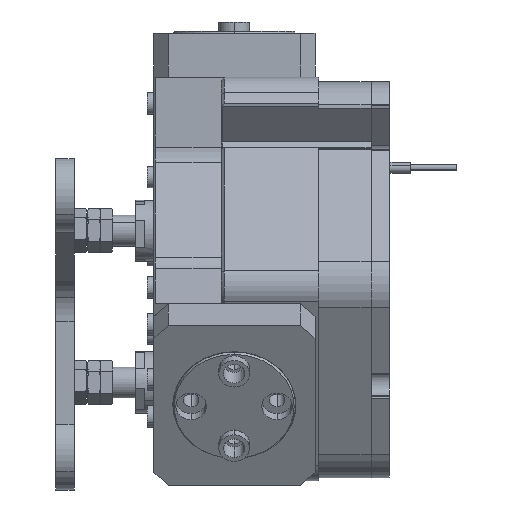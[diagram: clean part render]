
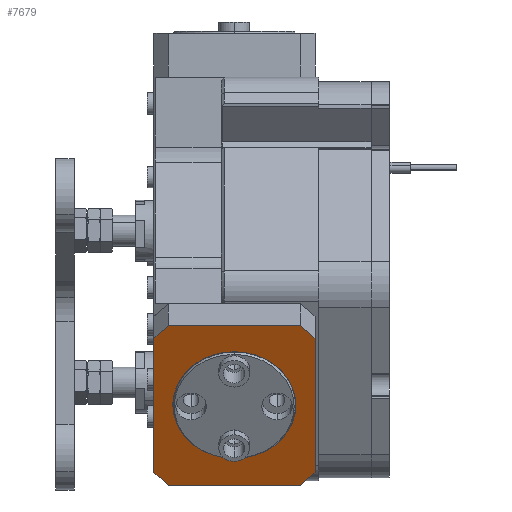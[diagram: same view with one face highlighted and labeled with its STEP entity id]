
A CAD part, left-side view. The second image highlights one B-rep face of the part: STEP entity #7679.
In plain terms, the highlighted face is planar.
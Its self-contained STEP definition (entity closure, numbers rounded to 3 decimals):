
#708 = AXIS2_PLACEMENT_3D ( 'NONE', #38326, #35362, #21059 ) ;
#1811 = LINE ( 'NONE', #22594, #28935 ) ;
#1854 = VERTEX_POINT ( 'NONE', #8154 ) ;
#1880 = ORIENTED_EDGE ( 'NONE', *, *, #12421, .T. ) ;
#4524 = PLANE ( 'NONE',  #44864 ) ;
#5024 = EDGE_CURVE ( 'NONE', #30690, #25915, #29152, .T. ) ;
#5178 = EDGE_CURVE ( 'NONE', #1854, #9946, #10242, .T. ) ;
#5604 = ORIENTED_EDGE ( 'NONE', *, *, #19523, .T. ) ;
#6449 = CARTESIAN_POINT ( 'NONE',  ( 30., -21.55, 14.3 ) ) ;
#7222 = EDGE_LOOP ( 'NONE', ( #16626, #1880, #8958, #26923, #27356, #5604, #29811, #9443 ) ) ;
#7679 = ADVANCED_FACE ( 'NONE', ( #35334, #44247 ), #4524, .T. ) ;
#7685 = CARTESIAN_POINT ( 'NONE',  ( -25.775, 25.775, 14.3 ) ) ;
#8070 = DIRECTION ( 'NONE',  ( 0.707, 0.707, 0. ) ) ;
#8090 = DIRECTION ( 'NONE',  ( 1., 0., 0. ) ) ;
#8154 = CARTESIAN_POINT ( 'NONE',  ( -25.3, -26.25, 14.3 ) ) ;
#8958 = ORIENTED_EDGE ( 'NONE', *, *, #36070, .T. ) ;
#9443 = ORIENTED_EDGE ( 'NONE', *, *, #43982, .T. ) ;
#9946 = VERTEX_POINT ( 'NONE', #38153 ) ;
#10233 = LINE ( 'NONE', #7685, #39608 ) ;
#10242 = LINE ( 'NONE', #14037, #44623 ) ;
#10771 = CIRCLE ( 'NONE', #708, 20. ) ;
#12421 = EDGE_CURVE ( 'NONE', #9946, #30204, #1811, .T. ) ;
#12870 = DIRECTION ( 'NONE',  ( -1., 0., 0. ) ) ;
#13424 = VECTOR ( 'NONE', #14979, 1000. ) ;
#14037 = CARTESIAN_POINT ( 'NONE',  ( -30., -26.25, 14.3 ) ) ;
#14746 = DIRECTION ( 'NONE',  ( 0., 0., 1. ) ) ;
#14979 = DIRECTION ( 'NONE',  ( 0., 1., 0. ) ) ;
#16626 = ORIENTED_EDGE ( 'NONE', *, *, #5178, .T. ) ;
#16639 = CARTESIAN_POINT ( 'NONE',  ( 25.3, 26.25, 14.3 ) ) ;
#16769 = VECTOR ( 'NONE', #12870, 1000. ) ;
#17560 = AXIS2_PLACEMENT_3D ( 'NONE', #21980, #14746, #18292 ) ;
#18292 = DIRECTION ( 'NONE',  ( 1., 0., 0. ) ) ;
#18480 = VECTOR ( 'NONE', #19168, 1000. ) ;
#18971 = LINE ( 'NONE', #30717, #16769 ) ;
#19168 = DIRECTION ( 'NONE',  ( -0.707, 0.707, 0. ) ) ;
#19523 = EDGE_CURVE ( 'NONE', #26835, #30690, #10233, .T. ) ;
#19803 = VERTEX_POINT ( 'NONE', #16639 ) ;
#19981 = EDGE_CURVE ( 'NONE', #24475, #40153, #10771, .T. ) ;
#20287 = CIRCLE ( 'NONE', #17560, 20. ) ;
#20829 = CARTESIAN_POINT ( 'NONE',  ( -30., -21.55, 14.3 ) ) ;
#21059 = DIRECTION ( 'NONE',  ( 1., 0., 0. ) ) ;
#21980 = CARTESIAN_POINT ( 'NONE',  ( 0., 0., 14.3 ) ) ;
#22594 = CARTESIAN_POINT ( 'NONE',  ( 25.775, -25.775, 14.3 ) ) ;
#22757 = ORIENTED_EDGE ( 'NONE', *, *, #42088, .F. ) ;
#22841 = LINE ( 'NONE', #36060, #13424 ) ;
#23565 = EDGE_CURVE ( 'NONE', #30186, #19803, #27906, .T. ) ;
#24475 = VERTEX_POINT ( 'NONE', #29810 ) ;
#25915 = VERTEX_POINT ( 'NONE', #20829 ) ;
#26406 = CARTESIAN_POINT ( 'NONE',  ( 20., 0., 14.3 ) ) ;
#26835 = VERTEX_POINT ( 'NONE', #27267 ) ;
#26923 = ORIENTED_EDGE ( 'NONE', *, *, #23565, .T. ) ;
#27267 = CARTESIAN_POINT ( 'NONE',  ( -25.3, 26.25, 14.3 ) ) ;
#27295 = CARTESIAN_POINT ( 'NONE',  ( -30., 21.55, 14.3 ) ) ;
#27356 = ORIENTED_EDGE ( 'NONE', *, *, #35413, .T. ) ;
#27906 = LINE ( 'NONE', #29587, #18480 ) ;
#28935 = VECTOR ( 'NONE', #8070, 1000. ) ;
#29152 = LINE ( 'NONE', #31148, #41338 ) ;
#29587 = CARTESIAN_POINT ( 'NONE',  ( 25.775, 25.775, 14.3 ) ) ;
#29790 = CARTESIAN_POINT ( 'NONE',  ( 0., 0., 14.3 ) ) ;
#29810 = CARTESIAN_POINT ( 'NONE',  ( -20., 0., 14.3 ) ) ;
#29811 = ORIENTED_EDGE ( 'NONE', *, *, #5024, .T. ) ;
#30186 = VERTEX_POINT ( 'NONE', #45626 ) ;
#30204 = VERTEX_POINT ( 'NONE', #6449 ) ;
#30690 = VERTEX_POINT ( 'NONE', #27295 ) ;
#30717 = CARTESIAN_POINT ( 'NONE',  ( -30., 26.25, 14.3 ) ) ;
#30806 = VECTOR ( 'NONE', #37453, 1000. ) ;
#31148 = CARTESIAN_POINT ( 'NONE',  ( -30., 26.25, 14.3 ) ) ;
#33353 = DIRECTION ( 'NONE',  ( 0., 0., 1. ) ) ;
#34988 = DIRECTION ( 'NONE',  ( 0., -1., 0. ) ) ;
#35334 = FACE_OUTER_BOUND ( 'NONE', #7222, .T. ) ;
#35362 = DIRECTION ( 'NONE',  ( 0., 0., 1. ) ) ;
#35413 = EDGE_CURVE ( 'NONE', #19803, #26835, #18971, .T. ) ;
#36060 = CARTESIAN_POINT ( 'NONE',  ( 30., 26.25, 14.3 ) ) ;
#36070 = EDGE_CURVE ( 'NONE', #30204, #30186, #22841, .T. ) ;
#36181 = DIRECTION ( 'NONE',  ( -0.707, -0.707, 0. ) ) ;
#37453 = DIRECTION ( 'NONE',  ( 0.707, -0.707, 0. ) ) ;
#37462 = LINE ( 'NONE', #44285, #30806 ) ;
#38153 = CARTESIAN_POINT ( 'NONE',  ( 25.3, -26.25, 14.3 ) ) ;
#38326 = CARTESIAN_POINT ( 'NONE',  ( 0., 0., 14.3 ) ) ;
#38849 = DIRECTION ( 'NONE',  ( 1., 0., 0. ) ) ;
#39608 = VECTOR ( 'NONE', #36181, 1000. ) ;
#40153 = VERTEX_POINT ( 'NONE', #26406 ) ;
#41338 = VECTOR ( 'NONE', #34988, 1000. ) ;
#42088 = EDGE_CURVE ( 'NONE', #40153, #24475, #20287, .T. ) ;
#42105 = EDGE_LOOP ( 'NONE', ( #22757, #45688 ) ) ;
#43982 = EDGE_CURVE ( 'NONE', #25915, #1854, #37462, .T. ) ;
#44247 = FACE_BOUND ( 'NONE', #42105, .T. ) ;
#44285 = CARTESIAN_POINT ( 'NONE',  ( -25.775, -25.775, 14.3 ) ) ;
#44623 = VECTOR ( 'NONE', #38849, 1000. ) ;
#44864 = AXIS2_PLACEMENT_3D ( 'NONE', #29790, #33353, #8090 ) ;
#45626 = CARTESIAN_POINT ( 'NONE',  ( 30., 21.55, 14.3 ) ) ;
#45688 = ORIENTED_EDGE ( 'NONE', *, *, #19981, .F. ) ;
